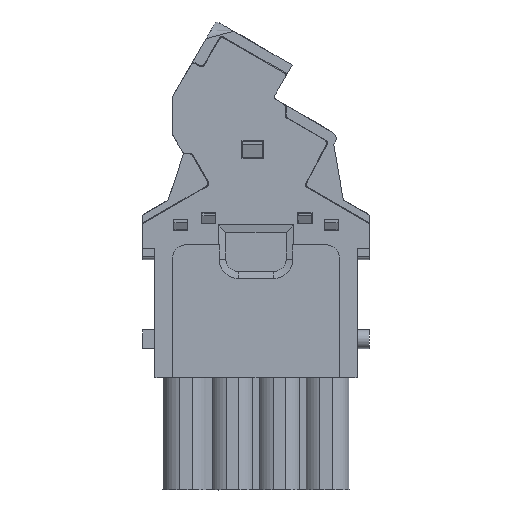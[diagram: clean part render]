
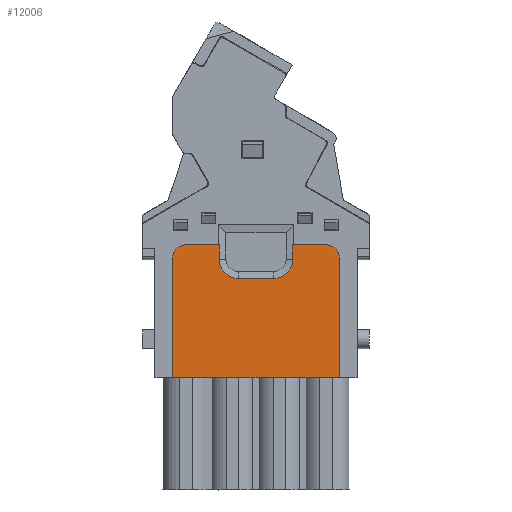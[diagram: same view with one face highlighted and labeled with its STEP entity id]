
A CAD part, left-side view. The second image highlights one B-rep face of the part: STEP entity #12006.
In plain terms, the highlighted planar face has unit normal (-1, 0, 0).
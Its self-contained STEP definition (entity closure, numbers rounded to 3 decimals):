
#6535=AXIS2_PLACEMENT_3D('Circle Axis2P3D',#6533,#6534,$) ;
#8622=AXIS2_PLACEMENT_3D('Circle Axis2P3D',#8620,#8621,$) ;
#8662=AXIS2_PLACEMENT_3D('Circle Axis2P3D',#8660,#8661,$) ;
#11965=AXIS2_PLACEMENT_3D('Circle Axis2P3D',#11963,#11964,$) ;
#11978=AXIS2_PLACEMENT_3D('Plane Axis2P3D',#11975,#11976,#11977) ;
#914=CARTESIAN_POINT('Line Origine',(0.02,29.5,25.775)) ;
#918=CARTESIAN_POINT('Vertex',(0.02,29.5,34.75)) ;
#920=CARTESIAN_POINT('Vertex',(0.02,29.5,16.8)) ;
#6374=CARTESIAN_POINT('Vertex',(0.02,22.537,34.6)) ;
#6401=CARTESIAN_POINT('Vertex',(0.02,22.537,36.75)) ;
#6404=CARTESIAN_POINT('Line Origine',(0.02,22.537,35.675)) ;
#6471=CARTESIAN_POINT('Vertex',(0.02,11.463,34.6)) ;
#6474=CARTESIAN_POINT('Line Origine',(0.02,11.463,35.675)) ;
#6478=CARTESIAN_POINT('Vertex',(0.02,11.463,36.75)) ;
#6533=CARTESIAN_POINT('Axis2P3D Location',(0.02,14.35,34.6)) ;
#6537=CARTESIAN_POINT('Vertex',(0.02,14.35,31.713)) ;
#8596=CARTESIAN_POINT('Line Origine',(0.02,14.37,31.713)) ;
#8600=CARTESIAN_POINT('Vertex',(0.02,19.65,31.713)) ;
#8620=CARTESIAN_POINT('Axis2P3D Location',(0.02,19.65,34.6)) ;
#8643=CARTESIAN_POINT('Vertex',(0.02,4.5,34.75)) ;
#8657=CARTESIAN_POINT('Vertex',(0.02,6.5,36.75)) ;
#8660=CARTESIAN_POINT('Axis2P3D Location',(0.02,6.5,34.75)) ;
#8677=CARTESIAN_POINT('Line Origine',(0.02,8.982,36.75)) ;
#8705=CARTESIAN_POINT('Vertex',(0.02,27.5,36.75)) ;
#8708=CARTESIAN_POINT('Line Origine',(0.02,25.018,36.75)) ;
#11963=CARTESIAN_POINT('Axis2P3D Location',(0.02,27.5,34.75)) ;
#11975=CARTESIAN_POINT('Axis2P3D Location',(0.02,17.,33.8)) ;
#11980=CARTESIAN_POINT('Line Origine',(0.02,4.5,25.775)) ;
#11984=CARTESIAN_POINT('Vertex',(0.02,4.5,16.8)) ;
#11987=CARTESIAN_POINT('Line Origine',(0.02,17.,16.8)) ;
#915=DIRECTION('Vector Direction',(0.,0.,-1.)) ;
#6405=DIRECTION('Vector Direction',(0.,0.,-1.)) ;
#6475=DIRECTION('Vector Direction',(0.,0.,1.)) ;
#6534=DIRECTION('Axis2P3D Direction',(-1.,0.,0.)) ;
#8597=DIRECTION('Vector Direction',(0.,1.,0.)) ;
#8621=DIRECTION('Axis2P3D Direction',(-1.,0.,0.)) ;
#8661=DIRECTION('Axis2P3D Direction',(-1.,0.,0.)) ;
#8678=DIRECTION('Vector Direction',(0.,-1.,0.)) ;
#8709=DIRECTION('Vector Direction',(0.,-1.,0.)) ;
#11964=DIRECTION('Axis2P3D Direction',(-1.,0.,0.)) ;
#11976=DIRECTION('Axis2P3D Direction',(-1.,0.,0.)) ;
#11977=DIRECTION('Axis2P3D XDirection',(0.,-1.,0.)) ;
#11981=DIRECTION('Vector Direction',(0.,0.,-1.)) ;
#11988=DIRECTION('Vector Direction',(0.,-1.,0.)) ;
#916=VECTOR('Line Direction',#915,1.) ;
#6406=VECTOR('Line Direction',#6405,1.) ;
#6476=VECTOR('Line Direction',#6475,1.) ;
#8598=VECTOR('Line Direction',#8597,1.) ;
#8679=VECTOR('Line Direction',#8678,1.) ;
#8710=VECTOR('Line Direction',#8709,1.) ;
#11982=VECTOR('Line Direction',#11981,1.) ;
#11989=VECTOR('Line Direction',#11988,1.) ;
#11993=ORIENTED_EDGE('',*,*,#11986,.F.) ;
#11994=ORIENTED_EDGE('',*,*,#8664,.T.) ;
#11995=ORIENTED_EDGE('',*,*,#8681,.T.) ;
#11996=ORIENTED_EDGE('',*,*,#6480,.F.) ;
#11997=ORIENTED_EDGE('',*,*,#6539,.F.) ;
#11998=ORIENTED_EDGE('',*,*,#8602,.T.) ;
#11999=ORIENTED_EDGE('',*,*,#8624,.F.) ;
#12000=ORIENTED_EDGE('',*,*,#6408,.T.) ;
#12001=ORIENTED_EDGE('',*,*,#8712,.T.) ;
#12002=ORIENTED_EDGE('',*,*,#11967,.T.) ;
#12003=ORIENTED_EDGE('',*,*,#922,.T.) ;
#12004=ORIENTED_EDGE('',*,*,#11991,.F.) ;
#12006=ADVANCED_FACE('Hauptk\X2\00F6\X0\rper',(#12005),#11979,.T.) ;
#6536=CIRCLE('generated circle',#6535,2.887) ;
#8623=CIRCLE('generated circle',#8622,2.887) ;
#8663=CIRCLE('generated circle',#8662,2.) ;
#11966=CIRCLE('generated circle',#11965,2.) ;
#922=EDGE_CURVE('',#919,#921,#917,.T.) ;
#6408=EDGE_CURVE('',#6375,#6402,#6407,.F.) ;
#6480=EDGE_CURVE('',#6472,#6479,#6477,.T.) ;
#6539=EDGE_CURVE('',#6538,#6472,#6536,.T.) ;
#8602=EDGE_CURVE('',#6538,#8601,#8599,.T.) ;
#8624=EDGE_CURVE('',#6375,#8601,#8623,.T.) ;
#8664=EDGE_CURVE('',#8644,#8658,#8663,.T.) ;
#8681=EDGE_CURVE('',#8658,#6479,#8680,.F.) ;
#8712=EDGE_CURVE('',#6402,#8706,#8711,.F.) ;
#11967=EDGE_CURVE('',#8706,#919,#11966,.T.) ;
#11986=EDGE_CURVE('',#8644,#11985,#11983,.T.) ;
#11991=EDGE_CURVE('',#11985,#921,#11990,.F.) ;
#11992=EDGE_LOOP('',(#11993,#11994,#11995,#11996,#11997,#11998,#11999,#12000,#12001,#12002,#12003,#12004)) ;
#12005=FACE_OUTER_BOUND('',#11992,.T.) ;
#917=LINE('Line',#914,#916) ;
#6407=LINE('Line',#6404,#6406) ;
#6477=LINE('Line',#6474,#6476) ;
#8599=LINE('Line',#8596,#8598) ;
#8680=LINE('Line',#8677,#8679) ;
#8711=LINE('Line',#8708,#8710) ;
#11983=LINE('Line',#11980,#11982) ;
#11990=LINE('Line',#11987,#11989) ;
#11979=PLANE('',#11978) ;
#919=VERTEX_POINT('',#918) ;
#921=VERTEX_POINT('',#920) ;
#6375=VERTEX_POINT('',#6374) ;
#6402=VERTEX_POINT('',#6401) ;
#6472=VERTEX_POINT('',#6471) ;
#6479=VERTEX_POINT('',#6478) ;
#6538=VERTEX_POINT('',#6537) ;
#8601=VERTEX_POINT('',#8600) ;
#8644=VERTEX_POINT('',#8643) ;
#8658=VERTEX_POINT('',#8657) ;
#8706=VERTEX_POINT('',#8705) ;
#11985=VERTEX_POINT('',#11984) ;
